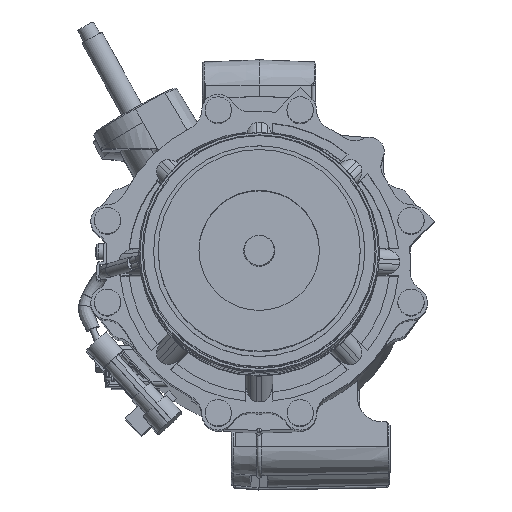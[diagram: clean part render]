
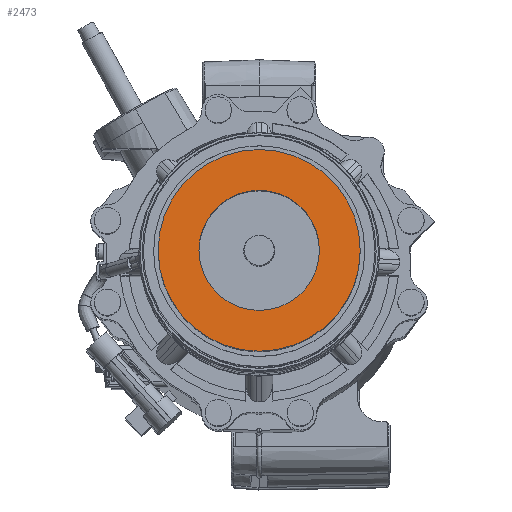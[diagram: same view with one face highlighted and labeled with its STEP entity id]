
A CAD part, left-side view. The second image highlights one B-rep face of the part: STEP entity #2473.
In plain terms, the highlighted planar face has unit normal (-0.998, 0, 0.07).
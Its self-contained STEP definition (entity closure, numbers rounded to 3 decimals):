
#102=PLANE('',#20676);
#464=FACE_BOUND('',#4866,.T.);
#1678=CIRCLE('',#20655,44.5);
#1680=CIRCLE('',#20658,26.5);
#1689=CIRCLE('',#20673,26.5);
#1690=CIRCLE('',#20675,44.5);
#2473=ADVANCED_FACE('',(#464,#3715),#102,.T.);
#3715=FACE_OUTER_BOUND('',#4867,.T.);
#4866=EDGE_LOOP('',(#8896,#8897));
#4867=EDGE_LOOP('',(#8898,#8899));
#8896=ORIENTED_EDGE('',*,*,#16942,.F.);
#8897=ORIENTED_EDGE('',*,*,#16955,.F.);
#8898=ORIENTED_EDGE('',*,*,#16956,.T.);
#8899=ORIENTED_EDGE('',*,*,#16938,.T.);
#14878=VERTEX_POINT('',#30125);
#14879=VERTEX_POINT('',#30126);
#14882=VERTEX_POINT('',#30134);
#14883=VERTEX_POINT('',#30135);
#16938=EDGE_CURVE('',#14878,#14879,#1678,.T.);
#16942=EDGE_CURVE('',#14882,#14883,#1680,.T.);
#16955=EDGE_CURVE('',#14883,#14882,#1689,.T.);
#16956=EDGE_CURVE('',#14879,#14878,#1690,.T.);
#20655=AXIS2_PLACEMENT_3D('',#30124,#23237,#23238);
#20658=AXIS2_PLACEMENT_3D('',#30133,#23245,#23246);
#20673=AXIS2_PLACEMENT_3D('',#30160,#23279,#23280);
#20675=AXIS2_PLACEMENT_3D('',#30162,#23283,#23284);
#20676=AXIS2_PLACEMENT_3D('',#30163,#23285,#23286);
#23237=DIRECTION('',(-0.998,0.,0.07));
#23238=DIRECTION('',(0.07,0.,0.998));
#23245=DIRECTION('',(-0.998,0.,0.07));
#23246=DIRECTION('',(0.07,0.,0.998));
#23279=DIRECTION('',(-0.998,0.,0.07));
#23280=DIRECTION('',(0.07,0.,0.998));
#23283=DIRECTION('',(-0.998,0.,0.07));
#23284=DIRECTION('',(0.07,0.,0.998));
#23285=DIRECTION('',(-0.998,0.,0.07));
#23286=DIRECTION('',(0.07,0.,0.998));
#30124=CARTESIAN_POINT('',(689.847,257.066,643.208));
#30125=CARTESIAN_POINT('',(686.742,257.066,598.816));
#30126=CARTESIAN_POINT('',(692.951,257.066,687.6));
#30133=CARTESIAN_POINT('',(689.847,257.066,643.208));
#30134=CARTESIAN_POINT('',(691.695,257.066,669.643));
#30135=CARTESIAN_POINT('',(687.998,257.066,616.773));
#30160=CARTESIAN_POINT('',(689.847,257.066,643.208));
#30162=CARTESIAN_POINT('',(689.847,257.066,643.208));
#30163=CARTESIAN_POINT('',(687.652,288.532,611.818));
